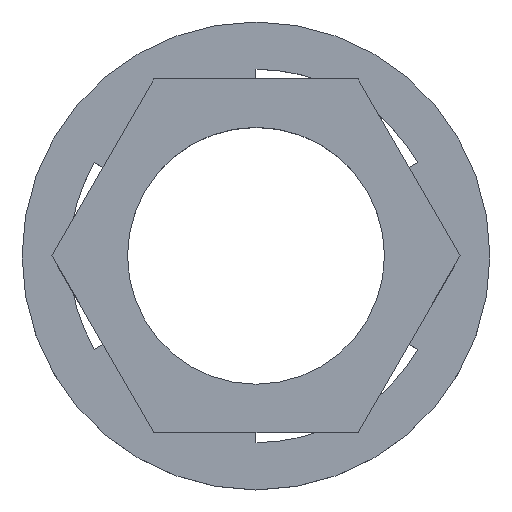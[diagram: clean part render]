
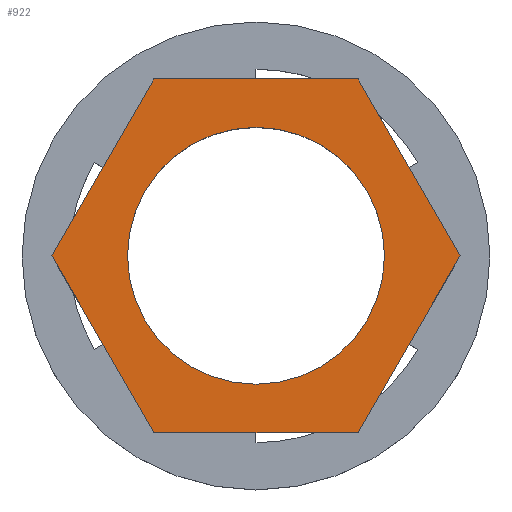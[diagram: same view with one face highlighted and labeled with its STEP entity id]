
A CAD part, top view. The second image highlights one B-rep face of the part: STEP entity #922.
In plain terms, the highlighted planar face has unit normal (0, 0, 1).
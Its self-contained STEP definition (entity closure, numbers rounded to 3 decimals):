
#26=FACE_BOUND('',#156,.T.);
#54=PLANE('',#1013);
#102=FACE_OUTER_BOUND('',#155,.T.);
#155=EDGE_LOOP('',(#848,#849,#850,#851,#852,#853));
#156=EDGE_LOOP('',(#854));
#231=LINE('',#1518,#321);
#235=LINE('',#1525,#325);
#238=LINE('',#1531,#328);
#241=LINE('',#1537,#331);
#244=LINE('',#1543,#334);
#246=LINE('',#1546,#336);
#321=VECTOR('',#1252,4.45);
#325=VECTOR('',#1258,4.45);
#328=VECTOR('',#1263,4.45);
#331=VECTOR('',#1268,4.45);
#334=VECTOR('',#1273,4.45);
#336=VECTOR('',#1277,4.45);
#376=CIRCLE('',#1005,2.8);
#452=VERTEX_POINT('',#1509);
#455=VERTEX_POINT('',#1515);
#456=VERTEX_POINT('',#1517);
#458=VERTEX_POINT('',#1523);
#460=VERTEX_POINT('',#1529);
#462=VERTEX_POINT('',#1535);
#464=VERTEX_POINT('',#1541);
#576=EDGE_CURVE('',#452,#452,#376,.T.);
#579=EDGE_CURVE('',#455,#456,#231,.T.);
#583=EDGE_CURVE('',#458,#455,#235,.T.);
#586=EDGE_CURVE('',#460,#458,#238,.T.);
#589=EDGE_CURVE('',#462,#460,#241,.T.);
#592=EDGE_CURVE('',#464,#462,#244,.T.);
#594=EDGE_CURVE('',#456,#464,#246,.T.);
#848=ORIENTED_EDGE('',*,*,#594,.F.);
#849=ORIENTED_EDGE('',*,*,#579,.F.);
#850=ORIENTED_EDGE('',*,*,#583,.F.);
#851=ORIENTED_EDGE('',*,*,#586,.F.);
#852=ORIENTED_EDGE('',*,*,#589,.F.);
#853=ORIENTED_EDGE('',*,*,#592,.F.);
#854=ORIENTED_EDGE('',*,*,#576,.T.);
#922=ADVANCED_FACE('',(#102,#26),#54,.F.);
#1005=AXIS2_PLACEMENT_3D('',#1510,#1246,#1247);
#1013=AXIS2_PLACEMENT_3D('',#1548,#1280,#1281);
#1246=DIRECTION('center_axis',(0.,0.,
-1.));
#1247=DIRECTION('ref_axis',(1.,0.,0.));
#1252=DIRECTION('',(-0.5,-0.866,0.));
#1258=DIRECTION('',(0.5,-0.866,0.));
#1263=DIRECTION('',(1.,0.,0.));
#1268=DIRECTION('',(0.5,0.866,0.));
#1273=DIRECTION('',(-0.5,0.866,0.));
#1277=DIRECTION('',(-1.,0.,0.));
#1280=DIRECTION('center_axis',(0.,0.,
-1.));
#1281=DIRECTION('ref_axis',(0.,-1.,0.));
#1509=CARTESIAN_POINT('',(2.8,0.,17.8));
#1510=CARTESIAN_POINT('Origin',(0.,0.,
17.8));
#1515=CARTESIAN_POINT('',(4.45,0.,17.8));
#1517=CARTESIAN_POINT('',(2.225,-3.854,17.8));
#1518=CARTESIAN_POINT('',(4.45,0.,17.8));
#1523=CARTESIAN_POINT('',(2.225,3.854,17.8));
#1525=CARTESIAN_POINT('',(2.225,3.854,17.8));
#1529=CARTESIAN_POINT('',(-2.225,3.854,17.8));
#1531=CARTESIAN_POINT('',(-2.225,3.854,17.8));
#1535=CARTESIAN_POINT('',(-4.45,0.,17.8));
#1537=CARTESIAN_POINT('',(-4.45,0.,17.8));
#1541=CARTESIAN_POINT('',(-2.225,-3.854,17.8));
#1543=CARTESIAN_POINT('',(-2.225,-3.854,17.8));
#1546=CARTESIAN_POINT('',(2.225,-3.854,17.8));
#1548=CARTESIAN_POINT('Origin',(0.,0.,
17.8));
